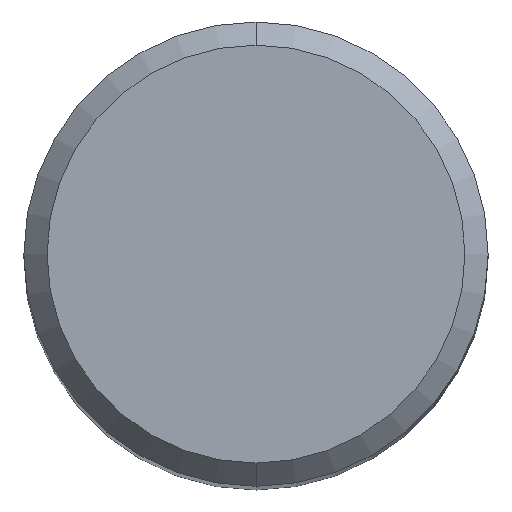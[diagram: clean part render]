
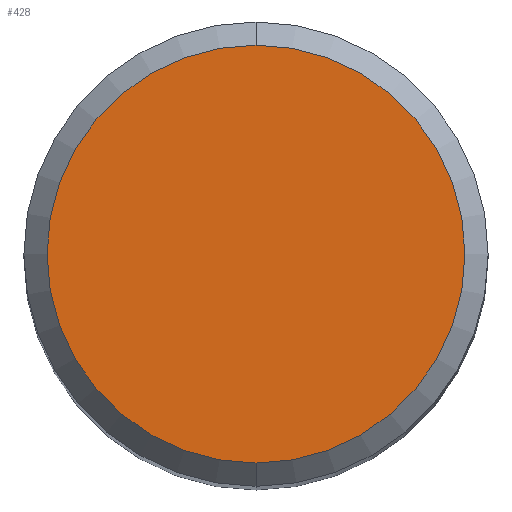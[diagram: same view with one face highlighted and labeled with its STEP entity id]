
A CAD part, top view. The second image highlights one B-rep face of the part: STEP entity #428.
In plain terms, the highlighted planar face has unit normal (0, 0, 1).
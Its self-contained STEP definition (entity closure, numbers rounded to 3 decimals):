
#204=EDGE_CURVE('',#418,#250,#507,.T.);
#250=VERTEX_POINT('',#556);
#258=EDGE_CURVE('',#250,#418,#566,.T.);
#418=VERTEX_POINT('',#747);
#428=ADVANCED_FACE('',(#757),#758,.T.);
#507=CIRCLE('',#918,5.4);
#556=CARTESIAN_POINT('',(0.0,5.4,0.0));
#566=CIRCLE('',#1018,5.4);
#747=CARTESIAN_POINT('',(0.,-5.4,0.0));
#757=FACE_OUTER_BOUND('',#1427,.T.);
#758=PLANE('',#1428);
#918=AXIS2_PLACEMENT_3D('',#1504,#1505,#1506);
#1018=AXIS2_PLACEMENT_3D('',#1565,#1566,#1567);
#1427=EDGE_LOOP('',(#1809,#1810));
#1428=AXIS2_PLACEMENT_3D('',#1811,#1812,#1813);
#1504=CARTESIAN_POINT('',(0.0,0.0,0.0));
#1505=DIRECTION('',(0.0,0.0,-1.0));
#1506=DIRECTION('',(0.0,1.0,0.0));
#1565=CARTESIAN_POINT('',(0.0,0.0,0.0));
#1566=DIRECTION('',(0.0,0.0,-1.0));
#1567=DIRECTION('',(0.0,1.0,0.0));
#1809=ORIENTED_EDGE('',*,*,#258,.F.);
#1810=ORIENTED_EDGE('',*,*,#204,.F.);
#1811=CARTESIAN_POINT('',(0.0,2.7,0.0));
#1812=DIRECTION('',(-0.0,0.0,1.0));
#1813=DIRECTION('',(0.0,-1.0,0.0));
